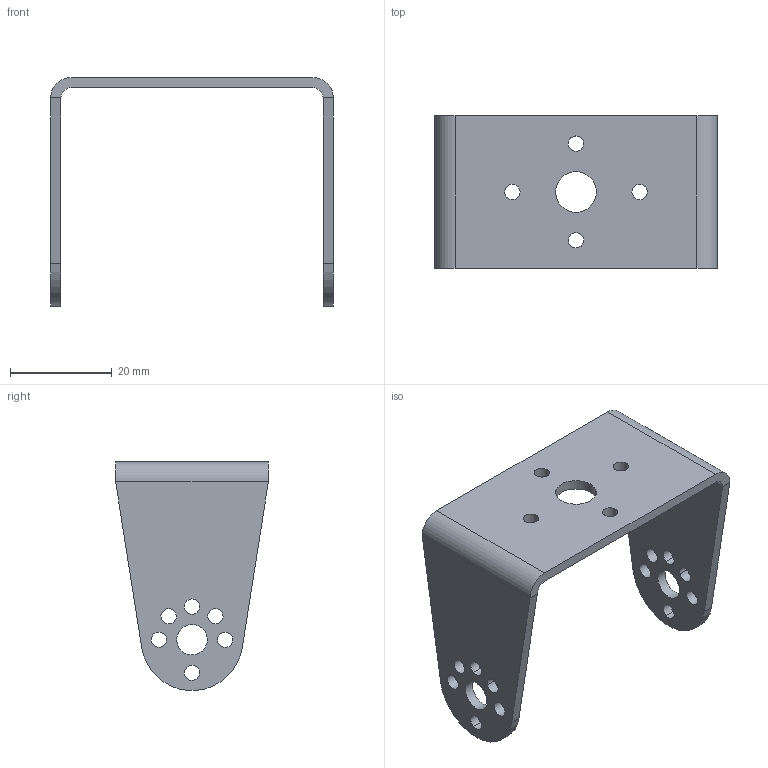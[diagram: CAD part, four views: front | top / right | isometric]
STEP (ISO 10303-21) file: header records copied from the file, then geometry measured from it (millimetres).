
FILE_DESCRIPTION(('CATIA V5 STEP','CAx-IF Rec.Pracs.--- Model Styling and Organization---1.2---2011-12-15','CAx-IF Rec.Pracs.--- Geometric and Assembly Validation Properties ---3.1---2011-10-19'),'2;1');
FILE_NAME('test piece.stp','2022-08-23T10:00:46+00:00',('pierro'),('bertrandt'),'Unofficial Packaging Version','CATIA V5 STEP AP214 Edition 3','none');
FILE_SCHEMA(('AUTOMOTIVE_DESIGN { 1 0 10303 214 3 1 1 1 }'));
Length unit declared in the file: millimetre
Products named in the file (1): Extention cerveau Marine
Bounding box: 55.5 x 30 x 44.97 mm (x, y, z)
Volume: 6719.7 mm3; surface area: 7751.5 mm2
Topology: 1 solids, 1 shells, 56 faces, 154 edges, 100 vertices
Faces by surface type: cylinder 44, plane 12
Entity records: 1719 total; most frequent: ORIENTED_EDGE 308, CARTESIAN_POINT 284, DIRECTION 208, EDGE_CURVE 154, AXIS2_PLACEMENT_3D 116, VERTEX_POINT 100, EDGE_LOOP 94, CIRCLE 88
